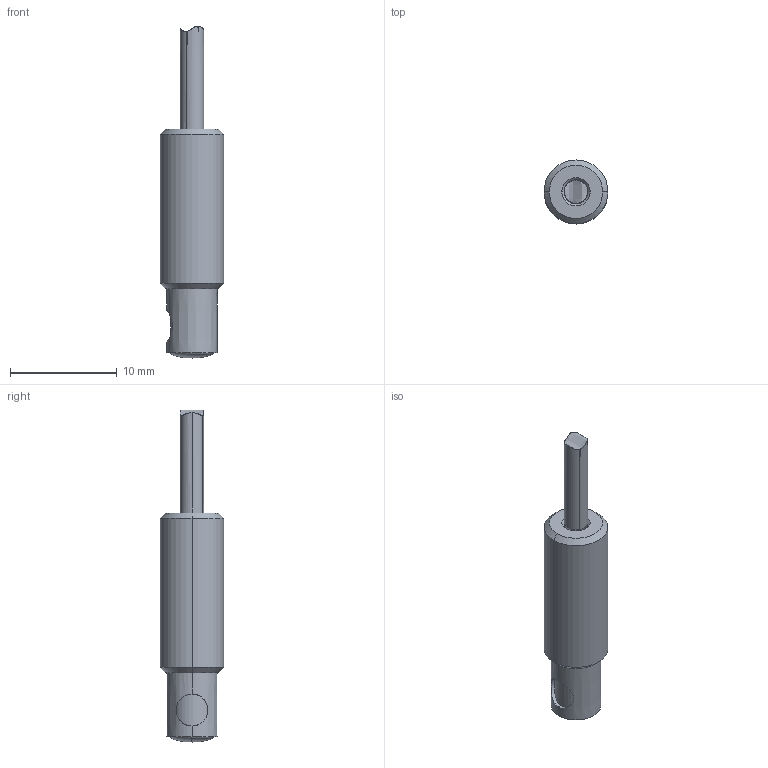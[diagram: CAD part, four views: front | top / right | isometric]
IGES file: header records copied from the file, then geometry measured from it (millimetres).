
Start section:  PTC IGES file: LFP-2005-020.igs
Global section: file name: LFP-2005-020.igs; native system: Creo Parametric by Parametric Technology Corporation; preprocessor: 2016360; author: stagiaire01rd; organization: Unknown; date: 20170426.122139; units: millimetre
Bounding box: 6 x 6 x 31.17 mm (x, y, z)
Surface area: 509.9 mm2 (no closed solid volume)
Topology: 0 solids, 0 shells, 21 faces, 90 edges, 88 vertices
Faces by surface type: revolution 17, bspline 3, extrusion 1
